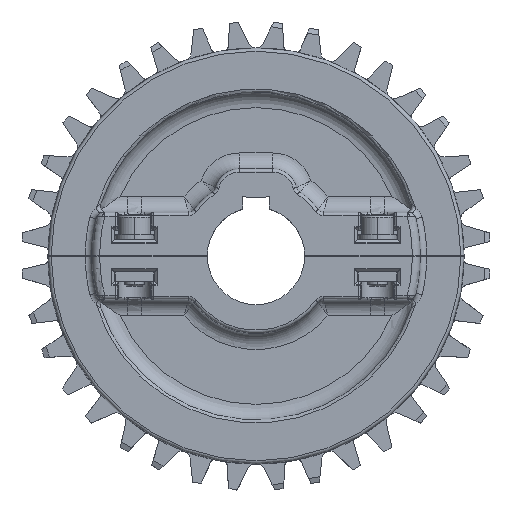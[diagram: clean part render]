
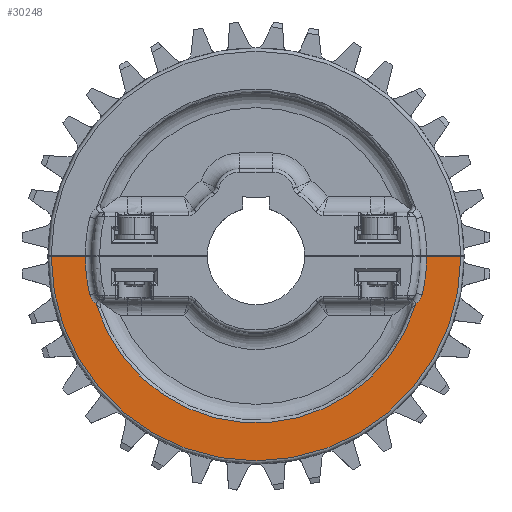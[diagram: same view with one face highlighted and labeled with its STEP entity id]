
A CAD part, top view. The second image highlights one B-rep face of the part: STEP entity #30248.
In plain terms, the highlighted planar face has unit normal (0, 0, 1).
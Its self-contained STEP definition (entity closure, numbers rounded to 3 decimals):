
#301 = VERTEX_POINT ( 'NONE', #20604 ) ;
#306 = AXIS2_PLACEMENT_3D ( 'NONE', #10226, #660, #25562 ) ;
#660 = DIRECTION ( 'NONE',  ( 0., 0., 1. ) ) ;
#1178 = ORIENTED_EDGE ( 'NONE', *, *, #16440, .F. ) ;
#2306 = CARTESIAN_POINT ( 'NONE',  ( 0., 0., 7.5 ) ) ;
#3052 = VERTEX_POINT ( 'NONE', #31468 ) ;
#3279 = DIRECTION ( 'NONE',  ( 1., 0., 0. ) ) ;
#3835 = CARTESIAN_POINT ( 'NONE',  ( 64.05, -0.125, 7.5 ) ) ;
#3864 = PLANE ( 'NONE',  #306 ) ;
#4540 = EDGE_CURVE ( 'NONE', #29354, #10696, #8977, .T. ) ;
#4960 = CIRCLE ( 'NONE', #17726, 4.5 ) ;
#5391 = AXIS2_PLACEMENT_3D ( 'NONE', #11238, #32942, #11450 ) ;
#5956 = LINE ( 'NONE', #21320, #22379 ) ;
#6871 = DIRECTION ( 'NONE',  ( 0., 0., -1. ) ) ;
#7024 = EDGE_CURVE ( 'NONE', #301, #33990, #22149, .T. ) ;
#7354 = CARTESIAN_POINT ( 'NONE',  ( -50.029, -14.913, 7.5 ) ) ;
#7603 = EDGE_CURVE ( 'NONE', #39039, #27399, #27834, .T. ) ;
#8689 = DIRECTION ( 'NONE',  ( 0., 0., -1. ) ) ;
#8977 = CIRCLE ( 'NONE', #18530, 53.37 ) ;
#10226 = CARTESIAN_POINT ( 'NONE',  ( 0., 0., 7.5 ) ) ;
#10696 = VERTEX_POINT ( 'NONE', #38887 ) ;
#10746 = VECTOR ( 'NONE', #14018, 1000. ) ;
#11238 = CARTESIAN_POINT ( 'NONE',  ( 0., 0., 7.5 ) ) ;
#11450 = DIRECTION ( 'NONE',  ( 1., 0., 0. ) ) ;
#11491 = ORIENTED_EDGE ( 'NONE', *, *, #7024, .T. ) ;
#11772 = EDGE_CURVE ( 'NONE', #10696, #301, #4960, .T. ) ;
#12198 = CARTESIAN_POINT ( 'NONE',  ( -51.966, -12.16, 7.5 ) ) ;
#12249 = DIRECTION ( 'NONE',  ( 0., 0., -1. ) ) ;
#12686 = ORIENTED_EDGE ( 'NONE', *, *, #7603, .T. ) ;
#14018 = DIRECTION ( 'NONE',  ( 1., 0., 0. ) ) ;
#14518 = EDGE_CURVE ( 'NONE', #33990, #27461, #18390, .T. ) ;
#15113 = AXIS2_PLACEMENT_3D ( 'NONE', #36106, #33121, #30737 ) ;
#16440 = EDGE_CURVE ( 'NONE', #29354, #27399, #5956, .T. ) ;
#17726 = AXIS2_PLACEMENT_3D ( 'NONE', #36595, #6871, #19052 ) ;
#18029 = CARTESIAN_POINT ( 'NONE',  ( 53.37, -0.125, 7.5 ) ) ;
#18390 = CIRCLE ( 'NONE', #24743, 4.5 ) ;
#18432 = ORIENTED_EDGE ( 'NONE', *, *, #20855, .F. ) ;
#18530 = AXIS2_PLACEMENT_3D ( 'NONE', #27583, #12249, #3279 ) ;
#19052 = DIRECTION ( 'NONE',  ( 1., 0., 0. ) ) ;
#19229 = EDGE_LOOP ( 'NONE', ( #11491, #33887, #25872, #18432, #12686, #1178, #19299, #34817 ) ) ;
#19284 = DIRECTION ( 'NONE',  ( 0., 0., -1. ) ) ;
#19299 = ORIENTED_EDGE ( 'NONE', *, *, #4540, .T. ) ;
#19398 = CIRCLE ( 'NONE', #5391, 53.37 ) ;
#20604 = CARTESIAN_POINT ( 'NONE',  ( 50.029, -14.913, 7.5 ) ) ;
#20855 = EDGE_CURVE ( 'NONE', #39039, #3052, #22598, .T. ) ;
#21320 = CARTESIAN_POINT ( 'NONE',  ( 0., -0.125, 7.5 ) ) ;
#22121 = AXIS2_PLACEMENT_3D ( 'NONE', #2306, #8689, #32777 ) ;
#22149 = CIRCLE ( 'NONE', #22121, 52.205 ) ;
#22379 = VECTOR ( 'NONE', #27288, 1000. ) ;
#22598 = LINE ( 'NONE', #25779, #10746 ) ;
#24743 = AXIS2_PLACEMENT_3D ( 'NONE', #25247, #19284, #37374 ) ;
#25134 = CARTESIAN_POINT ( 'NONE',  ( -64.05, -0.125, 7.5 ) ) ;
#25247 = CARTESIAN_POINT ( 'NONE',  ( -47.585, -11.135, 7.5 ) ) ;
#25562 = DIRECTION ( 'NONE',  ( 1., 0., 0. ) ) ;
#25779 = CARTESIAN_POINT ( 'NONE',  ( 0., -0.125, 7.5 ) ) ;
#25872 = ORIENTED_EDGE ( 'NONE', *, *, #30099, .T. ) ;
#27288 = DIRECTION ( 'NONE',  ( 1., 0., 0. ) ) ;
#27399 = VERTEX_POINT ( 'NONE', #3835 ) ;
#27461 = VERTEX_POINT ( 'NONE', #12198 ) ;
#27583 = CARTESIAN_POINT ( 'NONE',  ( 0., 0., 7.5 ) ) ;
#27834 = CIRCLE ( 'NONE', #15113, 64.05 ) ;
#29354 = VERTEX_POINT ( 'NONE', #18029 ) ;
#30099 = EDGE_CURVE ( 'NONE', #27461, #3052, #19398, .T. ) ;
#30248 = ADVANCED_FACE ( 'NONE', ( #31520 ), #3864, .T. ) ;
#30737 = DIRECTION ( 'NONE',  ( 1., 0., 0. ) ) ;
#31468 = CARTESIAN_POINT ( 'NONE',  ( -53.37, -0.125, 7.5 ) ) ;
#31520 = FACE_OUTER_BOUND ( 'NONE', #19229, .T. ) ;
#32777 = DIRECTION ( 'NONE',  ( 1., 0., 0. ) ) ;
#32942 = DIRECTION ( 'NONE',  ( 0., 0., -1. ) ) ;
#33121 = DIRECTION ( 'NONE',  ( 0., 0., 1. ) ) ;
#33887 = ORIENTED_EDGE ( 'NONE', *, *, #14518, .T. ) ;
#33990 = VERTEX_POINT ( 'NONE', #7354 ) ;
#34817 = ORIENTED_EDGE ( 'NONE', *, *, #11772, .T. ) ;
#36106 = CARTESIAN_POINT ( 'NONE',  ( 0., 0., 7.5 ) ) ;
#36595 = CARTESIAN_POINT ( 'NONE',  ( 47.585, -11.135, 7.5 ) ) ;
#37374 = DIRECTION ( 'NONE',  ( 1., 0., 0. ) ) ;
#38887 = CARTESIAN_POINT ( 'NONE',  ( 51.966, -12.16, 7.5 ) ) ;
#39039 = VERTEX_POINT ( 'NONE', #25134 ) ;
